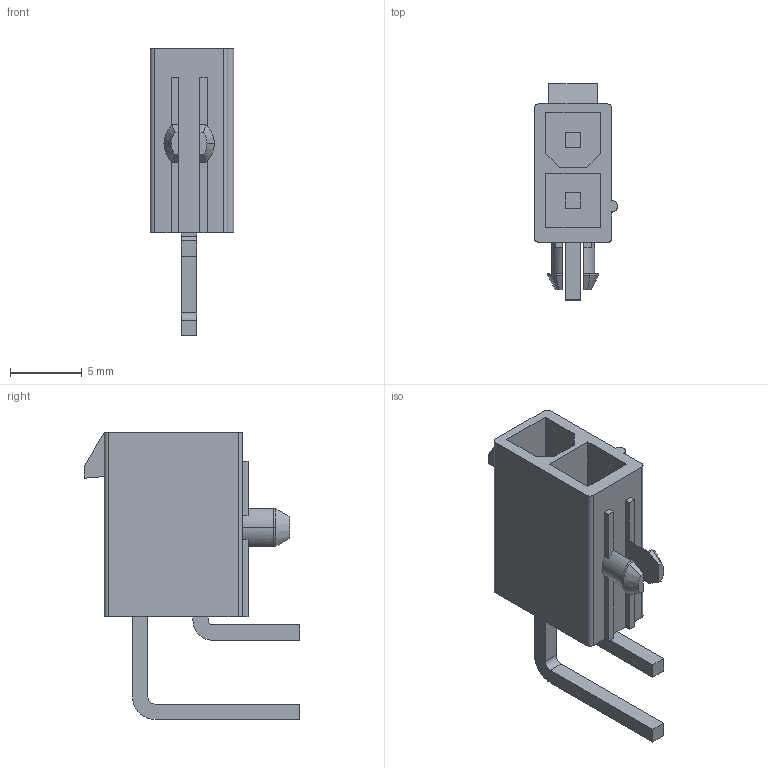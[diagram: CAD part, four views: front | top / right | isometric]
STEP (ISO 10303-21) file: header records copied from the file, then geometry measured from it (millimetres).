
FILE_DESCRIPTION (( 'STEP AP214' ), '1' );
FILE_NAME ('1724480002.STEP', '2020-06-15T04:50:17', ( '' ), ( '' ), 'SwSTEP 2.0', 'SolidWorks 2019', '' );
FILE_SCHEMA (( 'AUTOMOTIVE_DESIGN' ));
Length unit declared in the file: millimetre
Products named in the file (1): 1724480002
Bounding box: 5.8 x 15 x 19.93 mm (x, y, z)
Volume: 468.4 mm3; surface area: 948.9 mm2
Topology: 1 solids, 1 shells, 90 faces, 236 edges, 154 vertices
Faces by surface type: plane 72, cylinder 15, cone 3
Entity records: 3733 total; most frequent: CARTESIAN_POINT 493, ORIENTED_EDGE 472, DIRECTION 452, EDGE_CURVE 236, LINE 194, VECTOR 194, VERTEX_POINT 154, AXIS2_PLACEMENT_3D 129
